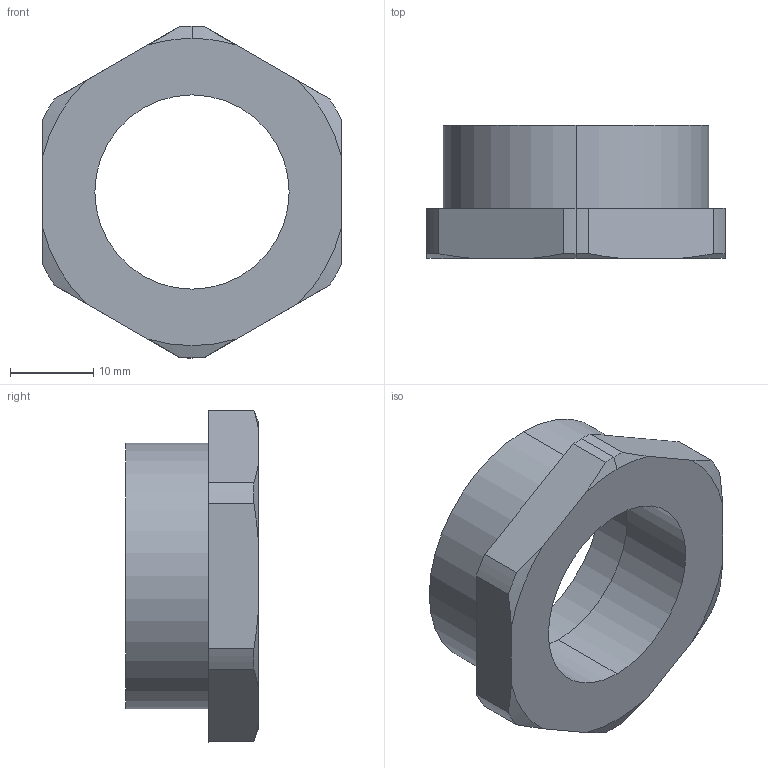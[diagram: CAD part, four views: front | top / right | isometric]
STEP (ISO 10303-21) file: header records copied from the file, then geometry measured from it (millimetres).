
FILE_DESCRIPTION (( 'STEP AP214' ), '1' );
FILE_NAME ('2030640.STEP', '2025-03-31T12:48:35', ( '' ), ( '' ), 'SwSTEP 2.0', 'SolidWorks 2024', '' );
FILE_SCHEMA (( 'AUTOMOTIVE_DESIGN' ));
Length unit declared in the file: millimetre
Products named in the file (1): 2030640
Bounding box: 36 x 16 x 39.99 mm (x, y, z)
Volume: 7114.3 mm3; surface area: 4324.5 mm2
Topology: 1 solids, 1 shells, 30 faces, 77 edges, 51 vertices
Faces by surface type: cylinder 13, plane 10, cone 7
Entity records: 965 total; most frequent: CARTESIAN_POINT 195, DIRECTION 160, ORIENTED_EDGE 154, EDGE_CURVE 77, AXIS2_PLACEMENT_3D 64, VERTEX_POINT 51, EDGE_LOOP 34, CIRCLE 33
